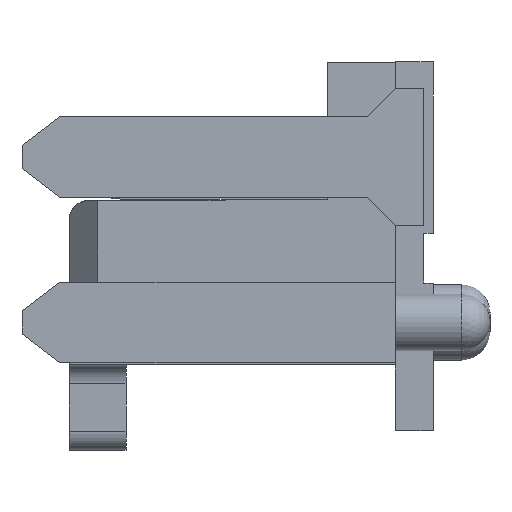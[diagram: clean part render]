
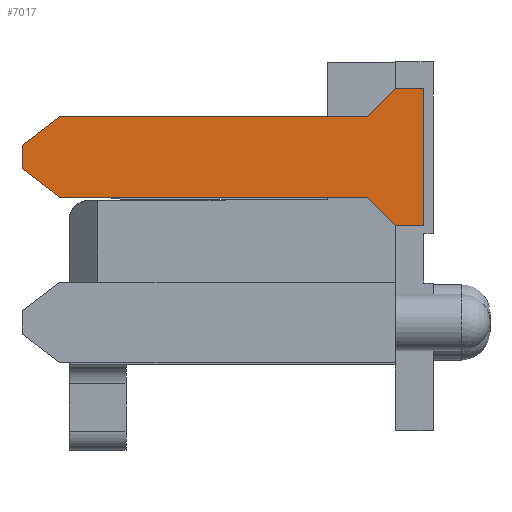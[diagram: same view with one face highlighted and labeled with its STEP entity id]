
A CAD part, left-side view. The second image highlights one B-rep face of the part: STEP entity #7017.
In plain terms, the highlighted planar face has unit normal (-1, 0, 0).
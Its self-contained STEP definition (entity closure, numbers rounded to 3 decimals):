
#6808 = EDGE_CURVE ( 'NONE', #6814, #6812, #14152, .T. ) ;
#6812 = VERTEX_POINT ( 'NONE', #14187 ) ;
#6814 = VERTEX_POINT ( 'NONE', #14185 ) ;
#6875 = VERTEX_POINT ( 'NONE', #14318 ) ;
#6881 = EDGE_CURVE ( 'NONE', #6883, #6875, #14312, .T. ) ;
#6883 = VERTEX_POINT ( 'NONE', #14363 ) ;
#6901 = ORIENTED_EDGE ( 'NONE', *, *, #7099, .T. ) ;
#7015 = VERTEX_POINT ( 'NONE', #14695 ) ;
#7016 = VERTEX_POINT ( 'NONE', #14694 ) ;
#7017 = ADVANCED_FACE ( 'NONE', ( #14693 ), #14731, .F. ) ;
#7018 = EDGE_LOOP ( 'NONE', ( #7024, #7025, #7021, #7019, #6901, #7100, #7094, #7095, #7090, #7087 ) ) ;
#7019 = ORIENTED_EDGE ( 'NONE', *, *, #7020, .T. ) ;
#7020 = EDGE_CURVE ( 'NONE', #7022, #7028, #14726, .T. ) ;
#7021 = ORIENTED_EDGE ( 'NONE', *, *, #7027, .T. ) ;
#7022 = VERTEX_POINT ( 'NONE', #14722 ) ;
#7024 = ORIENTED_EDGE ( 'NONE', *, *, #6808, .T. ) ;
#7025 = ORIENTED_EDGE ( 'NONE', *, *, #7026, .T. ) ;
#7026 = EDGE_CURVE ( 'NONE', #6812, #7016, #14721, .T. ) ;
#7027 = EDGE_CURVE ( 'NONE', #7016, #7022, #14717, .T. ) ;
#7028 = VERTEX_POINT ( 'NONE', #14769 ) ;
#7086 = EDGE_CURVE ( 'NONE', #7088, #7098, #14868, .T. ) ;
#7087 = ORIENTED_EDGE ( 'NONE', *, *, #7091, .T. ) ;
#7088 = VERTEX_POINT ( 'NONE', #14864 ) ;
#7090 = ORIENTED_EDGE ( 'NONE', *, *, #7086, .F. ) ;
#7091 = EDGE_CURVE ( 'NONE', #7088, #6814, #14926, .T. ) ;
#7093 = EDGE_CURVE ( 'NONE', #7015, #6875, #14921, .T. ) ;
#7094 = ORIENTED_EDGE ( 'NONE', *, *, #6881, .F. ) ;
#7095 = ORIENTED_EDGE ( 'NONE', *, *, #7096, .T. ) ;
#7096 = EDGE_CURVE ( 'NONE', #6883, #7098, #14917, .T. ) ;
#7098 = VERTEX_POINT ( 'NONE', #14913 ) ;
#7099 = EDGE_CURVE ( 'NONE', #7028, #7015, #14912, .T. ) ;
#7100 = ORIENTED_EDGE ( 'NONE', *, *, #7093, .T. ) ;
#14149 = DIRECTION ( 'NONE',  ( 0., -1., 0. ) ) ;
#14150 = VECTOR ( 'NONE', #14149, 1000. ) ;
#14151 = CARTESIAN_POINT ( 'NONE',  ( -3.58, 3.45, -1.425 ) ) ;
#14152 = LINE ( 'NONE', #14151, #14150 ) ;
#14185 = CARTESIAN_POINT ( 'NONE',  ( -3.58, 3.55, -1.425 ) ) ;
#14187 = CARTESIAN_POINT ( 'NONE',  ( -3.58, 0.3, -1.425 ) ) ;
#14309 = DIRECTION ( 'NONE',  ( 0., -1., 0. ) ) ;
#14310 = VECTOR ( 'NONE', #14309, 1000. ) ;
#14311 = CARTESIAN_POINT ( 'NONE',  ( -3.58, 3.45, -0.575 ) ) ;
#14312 = LINE ( 'NONE', #14311, #14310 ) ;
#14318 = CARTESIAN_POINT ( 'NONE',  ( -3.58, 0.3, -0.575 ) ) ;
#14363 = CARTESIAN_POINT ( 'NONE',  ( -3.58, 3.55, -0.575 ) ) ;
#14693 = FACE_OUTER_BOUND ( 'NONE', #7018, .T. ) ;
#14694 = CARTESIAN_POINT ( 'NONE',  ( -3.58, 0., -1.725 ) ) ;
#14695 = CARTESIAN_POINT ( 'NONE',  ( -3.58, 0., -0.275 ) ) ;
#14714 = DIRECTION ( 'NONE',  ( 0., -1., 0. ) ) ;
#14715 = VECTOR ( 'NONE', #14714, 1000. ) ;
#14716 = CARTESIAN_POINT ( 'NONE',  ( -3.58, 0., -1.725 ) ) ;
#14717 = LINE ( 'NONE', #14716, #14715 ) ;
#14718 = DIRECTION ( 'NONE',  ( 0., -0.707, -0.707 ) ) ;
#14719 = VECTOR ( 'NONE', #14718, 1000. ) ;
#14720 = CARTESIAN_POINT ( 'NONE',  ( -3.58, 0.3, -1.425 ) ) ;
#14721 = LINE ( 'NONE', #14720, #14719 ) ;
#14722 = CARTESIAN_POINT ( 'NONE',  ( -3.58, -0.3, -1.725 ) ) ;
#14723 = DIRECTION ( 'NONE',  ( 0., 0., 1. ) ) ;
#14724 = VECTOR ( 'NONE', #14723, 1000. ) ;
#14725 = CARTESIAN_POINT ( 'NONE',  ( -3.58, -0.3, -1.725 ) ) ;
#14726 = LINE ( 'NONE', #14725, #14724 ) ;
#14727 = DIRECTION ( 'NONE',  ( 0., 0., -1. ) ) ;
#14728 = DIRECTION ( 'NONE',  ( 1., 0., 0. ) ) ;
#14729 = CARTESIAN_POINT ( 'NONE',  ( -3.58, 3.45, -1.425 ) ) ;
#14730 = AXIS2_PLACEMENT_3D ( 'NONE', #14729, #14728, #14727 ) ;
#14731 = PLANE ( 'NONE',  #14730 ) ;
#14769 = CARTESIAN_POINT ( 'NONE',  ( -3.58, -0.3, -0.275 ) ) ;
#14864 = CARTESIAN_POINT ( 'NONE',  ( -3.58, 3.95, -1.124 ) ) ;
#14865 = DIRECTION ( 'NONE',  ( 0., 0., 1. ) ) ;
#14866 = VECTOR ( 'NONE', #14865, 1000. ) ;
#14867 = CARTESIAN_POINT ( 'NONE',  ( -3.58, 3.95, -1.425 ) ) ;
#14868 = LINE ( 'NONE', #14867, #14866 ) ;
#14909 = DIRECTION ( 'NONE',  ( 0., 1., 0. ) ) ;
#14910 = VECTOR ( 'NONE', #14909, 1000. ) ;
#14911 = CARTESIAN_POINT ( 'NONE',  ( -3.58, -0.3, -0.275 ) ) ;
#14912 = LINE ( 'NONE', #14911, #14910 ) ;
#14913 = CARTESIAN_POINT ( 'NONE',  ( -3.58, 3.95, -0.876 ) ) ;
#14914 = DIRECTION ( 'NONE',  ( 0., 0.799, -0.602 ) ) ;
#14915 = VECTOR ( 'NONE', #14914, 1000. ) ;
#14916 = CARTESIAN_POINT ( 'NONE',  ( -3.58, 3.95, -0.876 ) ) ;
#14917 = LINE ( 'NONE', #14916, #14915 ) ;
#14918 = DIRECTION ( 'NONE',  ( 0., 0.707, -0.707 ) ) ;
#14919 = VECTOR ( 'NONE', #14918, 1000. ) ;
#14920 = CARTESIAN_POINT ( 'NONE',  ( -3.58, 0., -0.275 ) ) ;
#14921 = LINE ( 'NONE', #14920, #14919 ) ;
#14923 = DIRECTION ( 'NONE',  ( 0., -0.799, -0.602 ) ) ;
#14924 = VECTOR ( 'NONE', #14923, 1000. ) ;
#14925 = CARTESIAN_POINT ( 'NONE',  ( -3.58, 3.95, -1.124 ) ) ;
#14926 = LINE ( 'NONE', #14925, #14924 ) ;
